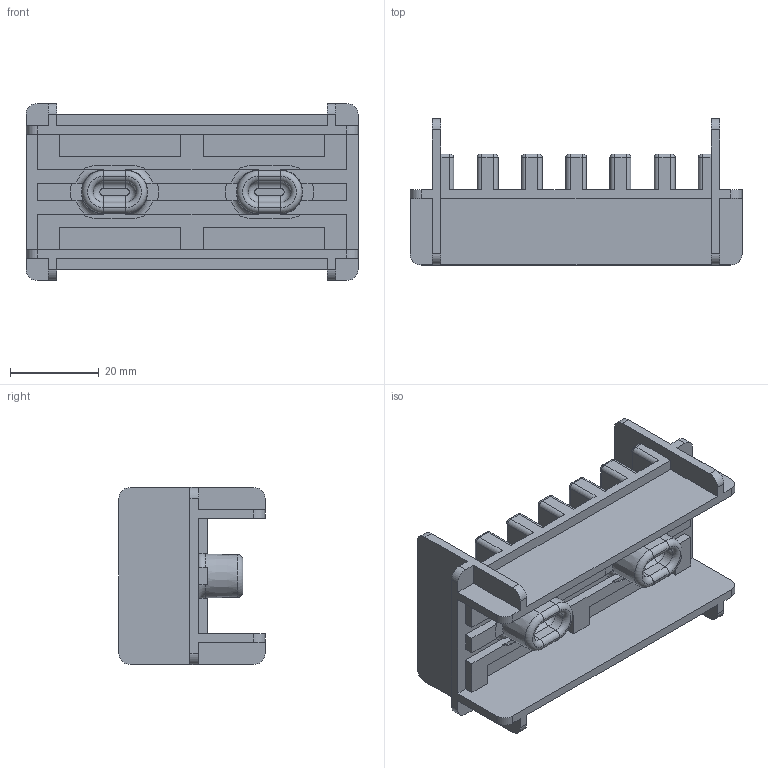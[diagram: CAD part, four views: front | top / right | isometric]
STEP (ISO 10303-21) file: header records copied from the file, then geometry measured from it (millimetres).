
FILE_DESCRIPTION (( 'STEP AP203' ), '1' );
FILE_NAME ('RMS6-5.STEP', '2013-09-06T09:52:27', ( '' ), ( '' ), 'SwSTEP 2.0', 'SolidWorks 2012', '' );
FILE_SCHEMA (( 'CONFIG_CONTROL_DESIGN' ));
Length unit declared in the file: millimetre
Products named in the file (1): RMS6-5
Bounding box: 75 x 33 x 40 mm (x, y, z)
Volume: 21078.4 mm3; surface area: 17549.6 mm2
Topology: 1 solids, 1 shells, 418 faces, 1106 edges, 694 vertices
Faces by surface type: plane 204, cylinder 144, torus 66, cone 4
Entity records: 13071 total; most frequent: CARTESIAN_POINT 2387, DIRECTION 2300, ORIENTED_EDGE 2212, EDGE_CURVE 1106, AXIS2_PLACEMENT_3D 795, LINE 710, VECTOR 710, VERTEX_POINT 694
